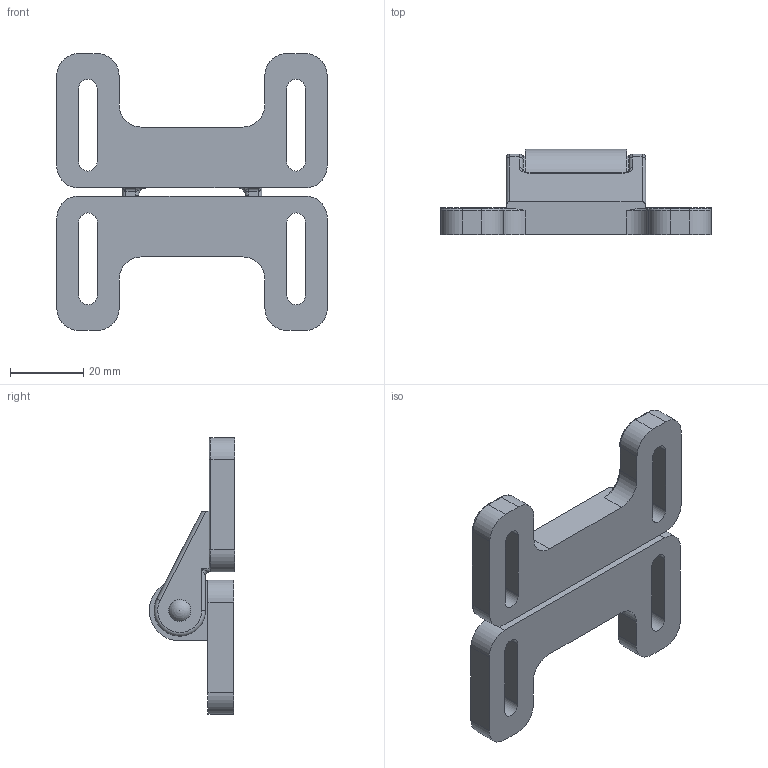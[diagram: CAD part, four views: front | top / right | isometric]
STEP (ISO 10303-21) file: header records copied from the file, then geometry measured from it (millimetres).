
FILE_DESCRIPTION((''),'2;1');
FILE_NAME('AR3467.stp','2021-08-09T11:52:08',('arma01'),(''),'Autodesk Inventor 2013','Autodesk Inventor 2013','');
FILE_SCHEMA(('AUTOMOTIVE_DESIGN { 1 0 10303 214 1 1 1 1 }'));
Length unit declared in the file: millimetre
Products named in the file (3): AR3467; AR3467 I; AR3467 II
Assembly tree (2 placements, depth 2):
  AR3467
    AR3467 I
    AR3467 II
Bounding box: 73.72 x 23.3 x 75.4 mm (x, y, z)
Volume: 35143.3 mm3; surface area: 14516.4 mm2
Topology: 2 solids, 2 shells, 119 faces, 303 edges, 186 vertices
Faces by surface type: cylinder 56, plane 41, torus 14, bspline 6, sphere 2
Full cylindrical faces by diameter (mm): 6 x2, 7 x2, 13 x2
Entity records: 3907 total; most frequent: CARTESIAN_POINT 900, DIRECTION 641, ORIENTED_EDGE 574, EDGE_CURVE 287, AXIS2_PLACEMENT_3D 244, VERTEX_POINT 182, VECTOR 153, LINE 153
